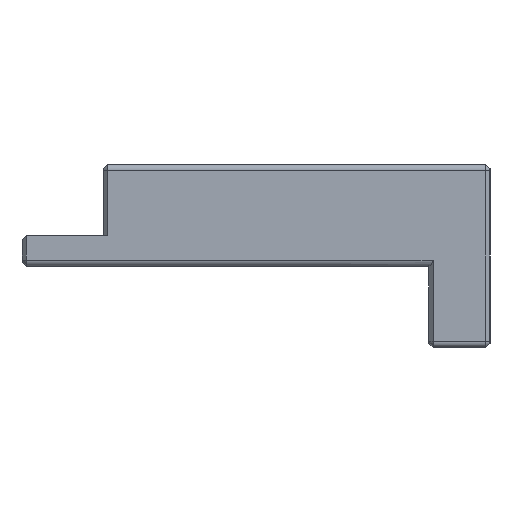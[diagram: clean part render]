
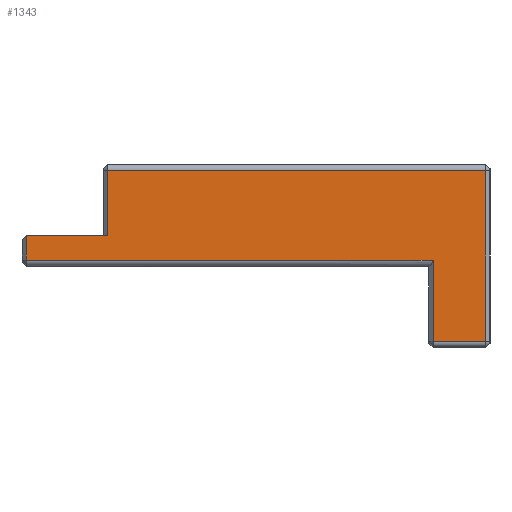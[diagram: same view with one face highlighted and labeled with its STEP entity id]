
A CAD part, left-side view. The second image highlights one B-rep face of the part: STEP entity #1343.
In plain terms, the highlighted planar face has unit normal (-1, 0, 0).
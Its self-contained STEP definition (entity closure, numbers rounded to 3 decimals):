
#10 = CARTESIAN_POINT ( 'NONE',  ( -65., -12.8, 4.7 ) ) ;
#24 = CARTESIAN_POINT ( 'NONE',  ( -65., -12.8, -3.7 ) ) ;
#38 = LINE ( 'NONE', #1589, #241 ) ;
#45 = CARTESIAN_POINT ( 'NONE',  ( -65., 5.8, 5. ) ) ;
#53 = EDGE_CURVE ( 'NONE', #1873, #1177, #38, .T. ) ;
#63 = LINE ( 'NONE', #1238, #1856 ) ;
#101 = ORIENTED_EDGE ( 'NONE', *, *, #1195, .T. ) ;
#128 = CARTESIAN_POINT ( 'NONE',  ( -65., 5.8, 1.5 ) ) ;
#133 = CARTESIAN_POINT ( 'NONE',  ( -65., 6., 4.7 ) ) ;
#143 = ORIENTED_EDGE ( 'NONE', *, *, #53, .T. ) ;
#178 = LINE ( 'NONE', #1104, #1309 ) ;
#217 = AXIS2_PLACEMENT_3D ( 'NONE', #1397, #1069, #914 ) ;
#241 = VECTOR ( 'NONE', #581, 1000. ) ;
#274 = CARTESIAN_POINT ( 'NONE',  ( -65., -13., -3.7 ) ) ;
#299 = ORIENTED_EDGE ( 'NONE', *, *, #656, .T. ) ;
#346 = DIRECTION ( 'NONE',  ( 0., -1., 0. ) ) ;
#365 = CARTESIAN_POINT ( 'NONE',  ( -65., 9.8, 1.5 ) ) ;
#431 = ORIENTED_EDGE ( 'NONE', *, *, #741, .F. ) ;
#438 = VECTOR ( 'NONE', #510, 1000. ) ;
#440 = VERTEX_POINT ( 'NONE', #365 ) ;
#474 = DIRECTION ( 'NONE',  ( 0., 0., -1. ) ) ;
#510 = DIRECTION ( 'NONE',  ( 0., -1., 0. ) ) ;
#520 = VERTEX_POINT ( 'NONE', #862 ) ;
#531 = LINE ( 'NONE', #45, #1150 ) ;
#574 = VECTOR ( 'NONE', #897, 1000. ) ;
#581 = DIRECTION ( 'NONE',  ( 0., 0., 1. ) ) ;
#608 = LINE ( 'NONE', #274, #1850 ) ;
#612 = DIRECTION ( 'NONE',  ( 0., 0., -1. ) ) ;
#656 = EDGE_CURVE ( 'NONE', #1270, #1873, #608, .T. ) ;
#678 = VERTEX_POINT ( 'NONE', #128 ) ;
#739 = DIRECTION ( 'NONE',  ( 0., -1., 0. ) ) ;
#741 = EDGE_CURVE ( 'NONE', #440, #678, #1584, .T. ) ;
#853 = EDGE_CURVE ( 'NONE', #1862, #980, #1264, .T. ) ;
#862 = CARTESIAN_POINT ( 'NONE',  ( -65., 5.8, 4.7 ) ) ;
#897 = DIRECTION ( 'NONE',  ( 0., 1., 0. ) ) ;
#914 = DIRECTION ( 'NONE',  ( 0., 0., -1. ) ) ;
#922 = ORIENTED_EDGE ( 'NONE', *, *, #1246, .T. ) ;
#980 = VERTEX_POINT ( 'NONE', #1477 ) ;
#988 = ORIENTED_EDGE ( 'NONE', *, *, #1550, .T. ) ;
#1069 = DIRECTION ( 'NONE',  ( 1., 0., 0. ) ) ;
#1104 = CARTESIAN_POINT ( 'NONE',  ( -65., 9.8, 5. ) ) ;
#1109 = CARTESIAN_POINT ( 'NONE',  ( -65., -10., 0.3 ) ) ;
#1150 = VECTOR ( 'NONE', #1431, 1000. ) ;
#1177 = VERTEX_POINT ( 'NONE', #10 ) ;
#1181 = VECTOR ( 'NONE', #346, 1000. ) ;
#1191 = ORIENTED_EDGE ( 'NONE', *, *, #853, .T. ) ;
#1195 = EDGE_CURVE ( 'NONE', #980, #1270, #63, .T. ) ;
#1238 = CARTESIAN_POINT ( 'NONE',  ( -65., -10.2, -3.7 ) ) ;
#1246 = EDGE_CURVE ( 'NONE', #1177, #520, #1510, .T. ) ;
#1264 = LINE ( 'NONE', #1109, #1181 ) ;
#1270 = VERTEX_POINT ( 'NONE', #1481 ) ;
#1309 = VECTOR ( 'NONE', #612, 1000. ) ;
#1343 = ADVANCED_FACE ( 'NONE', ( #1518 ), #1718, .F. ) ;
#1397 = CARTESIAN_POINT ( 'NONE',  ( -65., -10., 5. ) ) ;
#1404 = CARTESIAN_POINT ( 'NONE',  ( -65., 10., 1.5 ) ) ;
#1431 = DIRECTION ( 'NONE',  ( 0., 0., -1. ) ) ;
#1456 = EDGE_CURVE ( 'NONE', #440, #1862, #178, .T. ) ;
#1477 = CARTESIAN_POINT ( 'NONE',  ( -65., -10.2, 0.3 ) ) ;
#1481 = CARTESIAN_POINT ( 'NONE',  ( -65., -10.2, -3.7 ) ) ;
#1510 = LINE ( 'NONE', #133, #574 ) ;
#1518 = FACE_OUTER_BOUND ( 'NONE', #1736, .T. ) ;
#1544 = ORIENTED_EDGE ( 'NONE', *, *, #1456, .T. ) ;
#1550 = EDGE_CURVE ( 'NONE', #520, #678, #531, .T. ) ;
#1584 = LINE ( 'NONE', #1404, #438 ) ;
#1589 = CARTESIAN_POINT ( 'NONE',  ( -65., -12.8, 4.7 ) ) ;
#1718 = PLANE ( 'NONE',  #217 ) ;
#1736 = EDGE_LOOP ( 'NONE', ( #431, #1544, #1191, #101, #299, #143, #922, #988 ) ) ;
#1850 = VECTOR ( 'NONE', #739, 1000. ) ;
#1855 = CARTESIAN_POINT ( 'NONE',  ( -65., 9.8, 0.3 ) ) ;
#1856 = VECTOR ( 'NONE', #474, 1000. ) ;
#1862 = VERTEX_POINT ( 'NONE', #1855 ) ;
#1873 = VERTEX_POINT ( 'NONE', #24 ) ;
